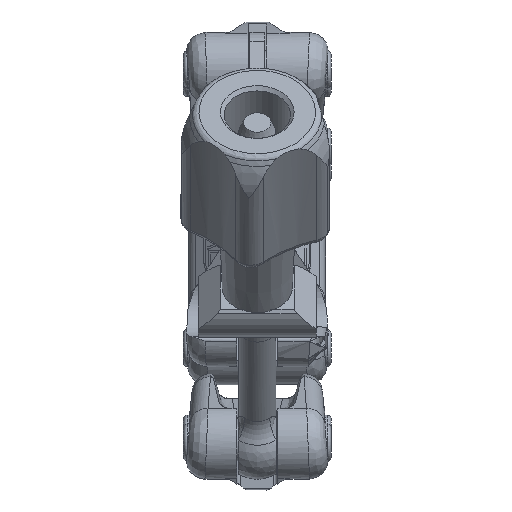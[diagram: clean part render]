
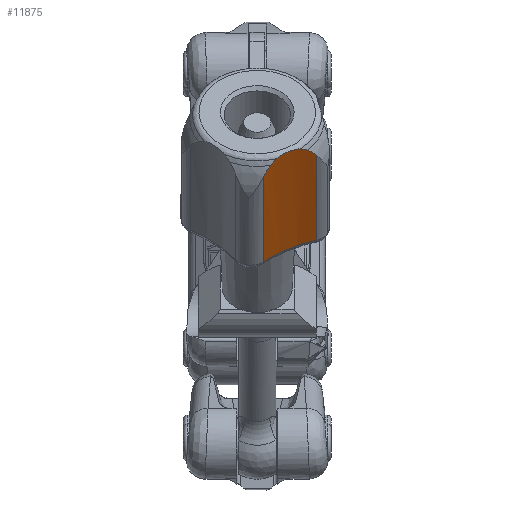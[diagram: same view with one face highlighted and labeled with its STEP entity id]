
A CAD part, front view. The second image highlights one B-rep face of the part: STEP entity #11875.
In plain terms, the highlighted cylindrical face has radius 20 mm (diameter 40 mm), a partial arc.
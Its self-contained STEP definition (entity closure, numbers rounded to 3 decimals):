
#1735=LINE('',#22968,#2858);
#1736=LINE('',#23002,#2859);
#2858=VECTOR('',#15426,1000.);
#2859=VECTOR('',#15427,1000.);
#2960=CIRCLE('',#12803,20.);
#6148=ORIENTED_EDGE('',*,*,#8125,.F.);
#6149=ORIENTED_EDGE('',*,*,#8126,.F.);
#6150=ORIENTED_EDGE('',*,*,#8127,.T.);
#6151=ORIENTED_EDGE('',*,*,#8128,.T.);
#6152=ORIENTED_EDGE('',*,*,#8129,.T.);
#6153=ORIENTED_EDGE('',*,*,#8130,.T.);
#6154=ORIENTED_EDGE('',*,*,#8131,.T.);
#6155=ORIENTED_EDGE('',*,*,#8132,.T.);
#8125=EDGE_CURVE('',#9370,#9371,#2960,.T.);
#8126=EDGE_CURVE('',#9372,#9370,#1735,.T.);
#8127=EDGE_CURVE('',#9372,#9373,#9766,.T.);
#8128=EDGE_CURVE('',#9373,#9374,#9767,.T.);
#8129=EDGE_CURVE('',#9374,#9375,#9768,.T.);
#8130=EDGE_CURVE('',#9375,#9376,#9769,.T.);
#8131=EDGE_CURVE('',#9376,#9377,#9770,.T.);
#8132=EDGE_CURVE('',#9377,#9371,#1736,.T.);
#9370=VERTEX_POINT('',#22966);
#9371=VERTEX_POINT('',#22967);
#9372=VERTEX_POINT('',#22969);
#9373=VERTEX_POINT('',#22974);
#9374=VERTEX_POINT('',#22981);
#9375=VERTEX_POINT('',#22989);
#9376=VERTEX_POINT('',#22996);
#9377=VERTEX_POINT('',#23001);
#9766=B_SPLINE_CURVE_WITH_KNOTS('',3,(#22970,#22971,#22972,#22973),
 .UNSPECIFIED.,.F.,.F.,(4,4),(0.,0.002),.UNSPECIFIED.);
#9767=B_SPLINE_CURVE_WITH_KNOTS('',3,(#22975,#22976,#22977,#22978,#22979,
#22980),.UNSPECIFIED.,.F.,.F.,(4,2,4),(1.187,1.28,
1.304),.UNSPECIFIED.);
#9768=B_SPLINE_CURVE_WITH_KNOTS('',3,(#22982,#22983,#22984,#22985,#22986,
#22987,#22988),.UNSPECIFIED.,.F.,.F.,(4,1,1,1,4),(-0.002,
-0.001,-0.001,0.,0.001),
 .UNSPECIFIED.);
#9769=B_SPLINE_CURVE_WITH_KNOTS('',3,(#22990,#22991,#22992,#22993,#22994,
#22995),.UNSPECIFIED.,.F.,.F.,(4,2,4),(1.691,1.715,
1.808),.UNSPECIFIED.);
#9770=B_SPLINE_CURVE_WITH_KNOTS('',3,(#22997,#22998,#22999,#23000),
 .UNSPECIFIED.,.F.,.F.,(4,4),(0.,0.002),
 .UNSPECIFIED.);
#10408=EDGE_LOOP('',(#6148,#6149,#6150,#6151,#6152,#6153,#6154,#6155));
#11120=FACE_BOUND('',#10408,.T.);
#11319=CYLINDRICAL_SURFACE('',#12802,20.);
#11875=ADVANCED_FACE('',(#11120),#11319,.F.);
#12802=AXIS2_PLACEMENT_3D('',#22964,#15422,#15423);
#12803=AXIS2_PLACEMENT_3D('',#22965,#15424,#15425);
#15422=DIRECTION('',(0.,0.,-1.));
#15423=DIRECTION('',(0.995,0.103,0.));
#15424=DIRECTION('',(0.,0.,1.));
#15425=DIRECTION('',(0.951,0.309,0.));
#15426=DIRECTION('',(0.,0.,-1.));
#15427=DIRECTION('',(0.,0.,-1.));
#22964=CARTESIAN_POINT('',(-27.082,-8.799,0.));
#22965=CARTESIAN_POINT('',(-27.082,-8.799,-2.));
#22966=CARTESIAN_POINT('',(-7.189,-6.73,-2.));
#22967=CARTESIAN_POINT('',(-9.772,1.22,-2.));
#22968=CARTESIAN_POINT('',(-7.189,-6.73,14.372));
#22969=CARTESIAN_POINT('',(-7.189,-6.73,14.372));
#22970=CARTESIAN_POINT('',(-7.189,-6.73,14.372));
#22971=CARTESIAN_POINT('',(-7.225,-6.382,14.928));
#22972=CARTESIAN_POINT('',(-7.278,-5.958,15.415));
#22973=CARTESIAN_POINT('',(-7.365,-5.447,15.821));
#22974=CARTESIAN_POINT('',(-7.365,-5.447,15.821));
#22975=CARTESIAN_POINT('',(-7.365,-5.447,15.821));
#22976=CARTESIAN_POINT('',(-7.408,-5.192,16.023));
#22977=CARTESIAN_POINT('',(-7.459,-4.925,16.212));
#22978=CARTESIAN_POINT('',(-7.532,-4.579,16.419));
#22979=CARTESIAN_POINT('',(-7.548,-4.507,16.461));
#22980=CARTESIAN_POINT('',(-7.564,-4.434,16.5));
#22981=CARTESIAN_POINT('',(-7.564,-4.434,16.5));
#22982=CARTESIAN_POINT('',(-7.564,-4.434,16.5));
#22983=CARTESIAN_POINT('',(-7.627,-4.153,16.652));
#22984=CARTESIAN_POINT('',(-7.779,-3.535,16.784));
#22985=CARTESIAN_POINT('',(-8.053,-2.619,16.837));
#22986=CARTESIAN_POINT('',(-8.372,-1.711,16.784));
#22987=CARTESIAN_POINT('',(-8.612,-1.122,16.652));
#22988=CARTESIAN_POINT('',(-8.726,-0.859,16.5));
#22989=CARTESIAN_POINT('',(-8.726,-0.859,16.5));
#22990=CARTESIAN_POINT('',(-8.726,-0.859,16.5));
#22991=CARTESIAN_POINT('',(-8.755,-0.79,16.461));
#22992=CARTESIAN_POINT('',(-8.785,-0.723,16.419));
#22993=CARTESIAN_POINT('',(-8.929,-0.399,16.212));
#22994=CARTESIAN_POINT('',(-9.045,-0.154,16.023));
#22995=CARTESIAN_POINT('',(-9.16,0.078,15.821));
#22996=CARTESIAN_POINT('',(-9.16,0.078,15.821));
#22997=CARTESIAN_POINT('',(-9.16,0.078,15.821));
#22998=CARTESIAN_POINT('',(-9.39,0.543,15.415));
#22999=CARTESIAN_POINT('',(-9.597,0.917,14.929));
#23000=CARTESIAN_POINT('',(-9.772,1.22,14.372));
#23001=CARTESIAN_POINT('',(-9.772,1.22,14.372));
#23002=CARTESIAN_POINT('',(-9.772,1.22,14.372));
